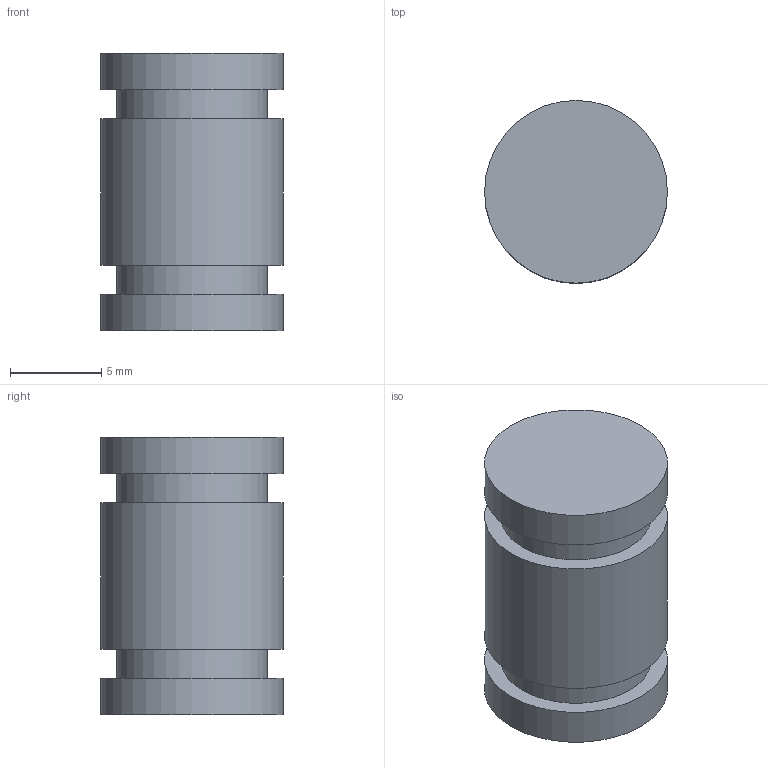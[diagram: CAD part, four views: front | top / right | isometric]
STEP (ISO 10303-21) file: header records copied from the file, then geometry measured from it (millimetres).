
FILE_DESCRIPTION(('Open CASCADE Model'),'2;1');
FILE_NAME('Open CASCADE Shape Model','2019-11-26T08:09:58',('Author'),( 'Open CASCADE'),'Open CASCADE STEP processor 6.8','Open CASCADE 6.8' ,'Unknown');
FILE_SCHEMA(('AUTOMOTIVE_DESIGN { 1 0 10303 214 1 1 1 1 }'));
Length unit declared in the file: millimetre
Products named in the file (12): PCB; Board; Open CASCADE STEP translator 6.8 3.1.1; Free-Models; 6323967760; Cylinder; 6300336672; 5798517936; 6300258272
Assembly tree (11 placements, depth 4):
  PCB
    Board
      Open CASCADE STEP translator 6.8 3.1.1
    Free-Models
      6323967760
        Cylinder
      6300336672
        Cylinder
      5798517936
        Cylinder
      6300258272
        Cylinder
Bounding box: 10 x 10 x 15.2 mm (x, y, z)
Volume: 1114 mm3; surface area: 1145.6 mm2
Topology: 5 solids, 5 shells, 15 faces, 15 edges, 10 vertices
Faces by surface type: plane 10, cylinder 5
Full cylindrical faces by diameter (mm): 8.26 x2, 10 x3
Entity records: 579 total; most frequent: DIRECTION 79, CARTESIAN_POINT 52, AXIS2_PLACEMENT_3D 37, ORIENTED_EDGE 30, PRODUCT_DEFINITION_SHAPE 23, SHAPE_DEFINITION_REPRESENTATION 16, ADVANCED_FACE 15, FACE_BOUND 15
